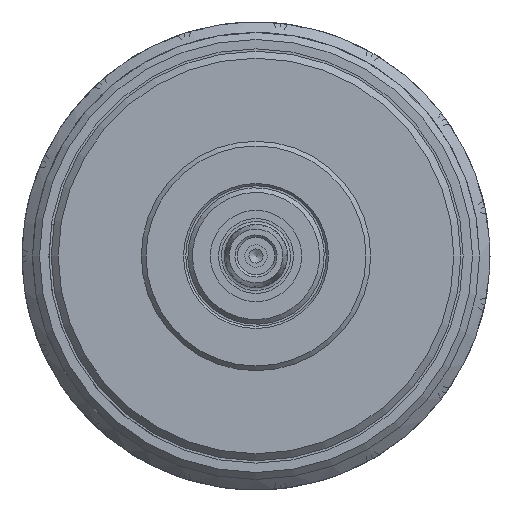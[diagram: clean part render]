
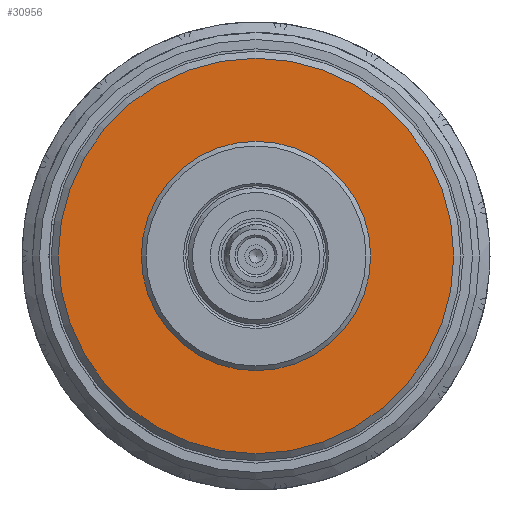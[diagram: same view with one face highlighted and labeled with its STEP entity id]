
A CAD part, front view. The second image highlights one B-rep face of the part: STEP entity #30956.
In plain terms, the highlighted planar face has unit normal (0, -1, 0).
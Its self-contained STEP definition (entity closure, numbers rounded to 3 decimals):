
#6720=PLANE('',#49805);
#11616=ORIENTED_EDGE('',*,*,#18954,.T.);
#11617=ORIENTED_EDGE('',*,*,#18955,.F.);
#18954=EDGE_CURVE('',#22650,#22650,#24025,.T.);
#18955=EDGE_CURVE('',#22651,#22651,#24026,.T.);
#22650=VERTEX_POINT('',#95211);
#22651=VERTEX_POINT('',#95214);
#24025=CIRCLE('',#49804,8.45);
#24026=CIRCLE('',#49806,4.9);
#25416=EDGE_LOOP('',(#11616));
#25417=EDGE_LOOP('',(#11617));
#27952=FACE_BOUND('',#25416,.T.);
#27953=FACE_BOUND('',#25417,.T.);
#30956=ADVANCED_FACE('',(#27952,#27953),#6720,.T.);
#49804=AXIS2_PLACEMENT_3D('',#95210,#51223,#51224);
#49805=AXIS2_PLACEMENT_3D('',#95212,#51225,#51226);
#49806=AXIS2_PLACEMENT_3D('',#95213,#51227,#51228);
#51223=DIRECTION('',(0.,-1.,0.));
#51224=DIRECTION('',(-1.,0.,0.));
#51225=DIRECTION('',(0.,-1.,0.));
#51226=DIRECTION('',(-1.,0.,0.));
#51227=DIRECTION('',(0.,-1.,0.));
#51228=DIRECTION('',(1.,0.,0.));
#95210=CARTESIAN_POINT('',(0.,0.,0.));
#95211=CARTESIAN_POINT('',(-8.45,0.,0.));
#95212=CARTESIAN_POINT('',(0.,0.,0.));
#95213=CARTESIAN_POINT('',(0.,0.,0.));
#95214=CARTESIAN_POINT('',(4.9,0.,0.));
